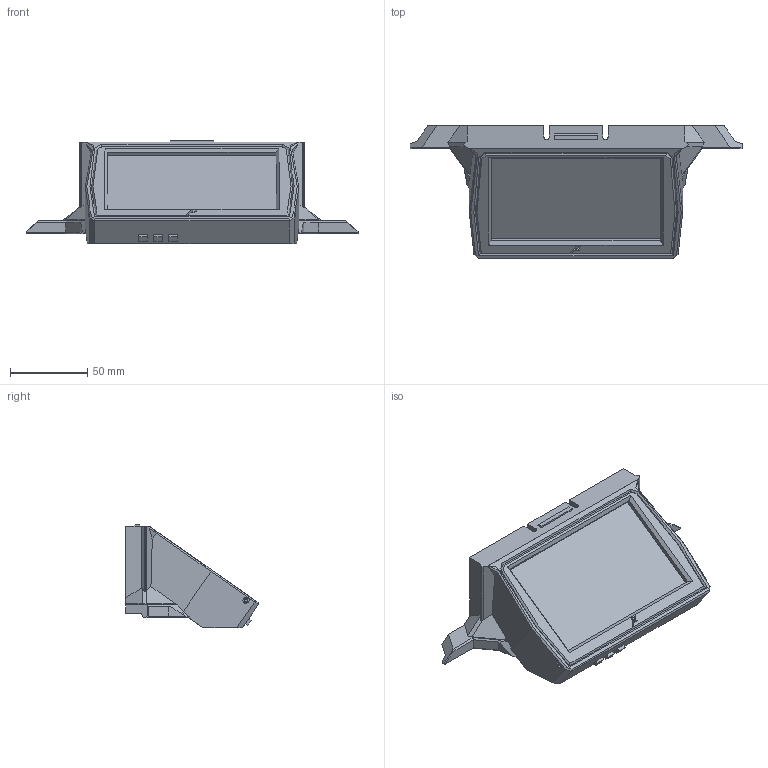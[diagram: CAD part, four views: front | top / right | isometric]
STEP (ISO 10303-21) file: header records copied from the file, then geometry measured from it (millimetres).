
FILE_DESCRIPTION(/* description */ (''),/* implementation_level */ '2;1');
FILE_NAME(/* name */ 'BTT5Mount.step',/* time_stamp */ '2025-03-27T11:22:42-07:00',/* author */ (''),/* organization */ (''),/* preprocessor_version */ 'ST-DEVELOPER v20.1',/* originating_system */ 'Autodesk Translation Framework v14.4.0.0',/* authorisation */ '');
FILE_SCHEMA (('AUTOMOTIVE_DESIGN { 1 0 10303 214 3 1 1 }'));
Length unit declared in the file: millimetre
Products named in the file (8): Mount-SeperateButtons; BTT-HDMI5; BTT-HDMI5 (1); Buttons; Bezel; Mount; Accent-Left; Accent-Right
Assembly tree (7 placements, depth 3):
  Mount-SeperateButtons
    BTT-HDMI5
      BTT-HDMI5 (1)
    Buttons
    Bezel
    Mount
    Accent-Left
    Accent-Right
Bounding box: 214.57 x 85.89 x 66.6 mm (x, y, z)
Volume: 188342.7 mm3; surface area: 71171.2 mm2
Topology: 8 solids, 9 shells, 468 faces, 1204 edges, 784 vertices
Faces by surface type: plane 411, cylinder 55, cone 2
Full cylindrical faces by diameter (mm): 1.5 x4, 1.8 x2, 2.4 x2, 2.75 x4, 2.8 x4, 3.4 x2, 4 x2, 4.7 x2, 6 x2, 22 x1
Entity records: 14308 total; most frequent: CARTESIAN_POINT 2472, ORIENTED_EDGE 2408, DIRECTION 2290, EDGE_CURVE 1204, LINE 1086, VECTOR 1086, VERTEX_POINT 784, AXIS2_PLACEMENT_3D 602
